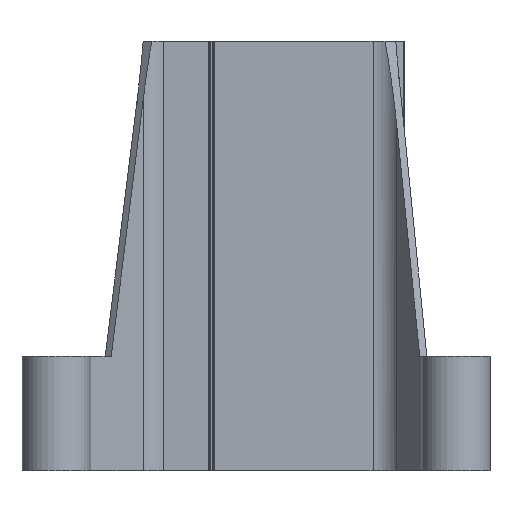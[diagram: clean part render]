
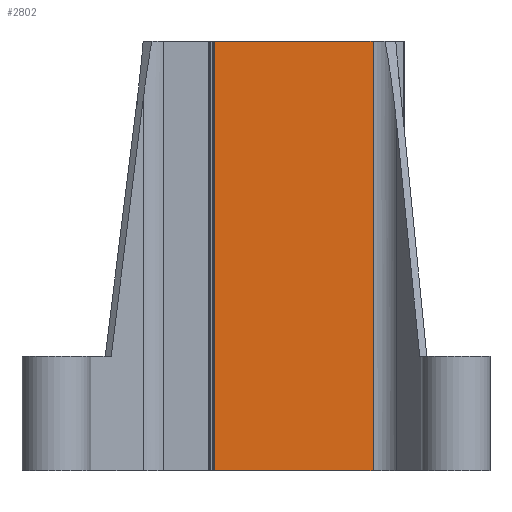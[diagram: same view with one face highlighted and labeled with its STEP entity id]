
A CAD part, left-side view. The second image highlights one B-rep face of the part: STEP entity #2802.
In plain terms, the highlighted planar face has unit normal (-1, 0, 0).
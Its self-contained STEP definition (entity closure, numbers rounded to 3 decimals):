
#257=FACE_OUTER_BOUND('',#408,.T.);
#408=EDGE_LOOP('',(#2465,#2466,#2467,#2468));
#760=LINE('',#4744,#1014);
#799=LINE('',#4852,#1053);
#800=LINE('',#4855,#1054);
#801=LINE('',#4856,#1055);
#1014=VECTOR('',#3797,10.);
#1053=VECTOR('',#3926,10.);
#1054=VECTOR('',#3929,10.);
#1055=VECTOR('',#3930,10.);
#1313=VERTEX_POINT('',#4741);
#1314=VERTEX_POINT('',#4743);
#1338=VERTEX_POINT('',#4850);
#1339=VERTEX_POINT('',#4854);
#1694=EDGE_CURVE('',#1314,#1313,#760,.T.);
#1748=EDGE_CURVE('',#1313,#1338,#799,.T.);
#1749=EDGE_CURVE('',#1338,#1339,#800,.T.);
#1750=EDGE_CURVE('',#1314,#1339,#801,.T.);
#2465=ORIENTED_EDGE('',*,*,#1749,.T.);
#2466=ORIENTED_EDGE('',*,*,#1750,.F.);
#2467=ORIENTED_EDGE('',*,*,#1694,.T.);
#2468=ORIENTED_EDGE('',*,*,#1748,.T.);
#2667=PLANE('',#3111);
#2802=ADVANCED_FACE('',(#257),#2667,.T.);
#3111=AXIS2_PLACEMENT_3D('',#4853,#3927,#3928);
#3797=DIRECTION('',(0.,-1.,0.));
#3926=DIRECTION('',(0.,0.,1.));
#3927=DIRECTION('center_axis',(-1.,0.,0.));
#3928=DIRECTION('ref_axis',(0.,0.,1.));
#3929=DIRECTION('',(0.,1.,0.));
#3930=DIRECTION('',(0.,0.,1.));
#4741=CARTESIAN_POINT('',(-3.,4.084,-75.));
#4743=CARTESIAN_POINT('',(-3.,59.586,-75.));
#4744=CARTESIAN_POINT('',(-3.,59.586,-75.));
#4850=CARTESIAN_POINT('',(-3.,4.084,75.));
#4852=CARTESIAN_POINT('',(-3.,4.084,0.));
#4853=CARTESIAN_POINT('Origin',(-3.,4.084,0.));
#4854=CARTESIAN_POINT('',(-3.,59.586,75.));
#4855=CARTESIAN_POINT('',(-3.,59.586,75.));
#4856=CARTESIAN_POINT('',(-3.,59.586,0.));
